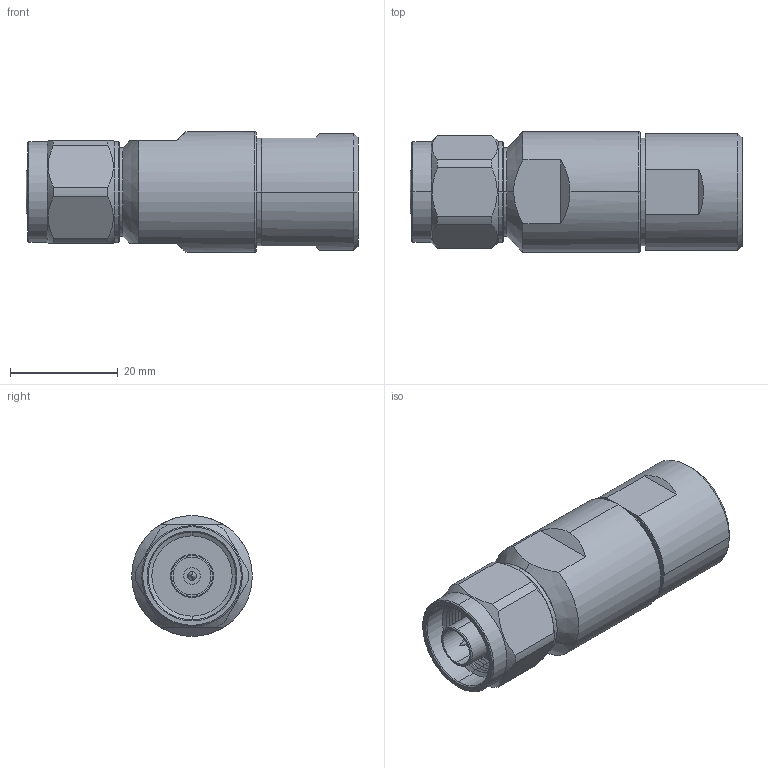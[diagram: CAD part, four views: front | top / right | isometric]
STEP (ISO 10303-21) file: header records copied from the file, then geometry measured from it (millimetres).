
FILE_DESCRIPTION (( 'STEP AP203' ), '1' );
FILE_NAME ('3190-6344(EZ-LPO500-NMC-LP).STEP', '2020-09-10T05:04:57', ( '' ), ( '' ), 'SwSTEP 2.0', 'SolidWorks 2018', '' );
FILE_SCHEMA (( 'CONFIG_CONTROL_DESIGN' ));
Length unit declared in the file: inch
Products named in the file (1): 3190-6344(EZ-LPO500-NMC-LP)
Bounding box: 61.63 x 22.4 x 22.4 mm (x, y, z)
Volume: 14991.6 mm3; surface area: 8045.2 mm2
Topology: 1 solids, 2 shells, 276 faces, 701 edges, 439 vertices
Faces by surface type: cone 85, plane 80, cylinder 77, torus 34
Entity records: 8994 total; most frequent: CARTESIAN_POINT 2254, DIRECTION 1442, ORIENTED_EDGE 1394, EDGE_CURVE 697, AXIS2_PLACEMENT_3D 586, VERTEX_POINT 439, CIRCLE 309, EDGE_LOOP 292
